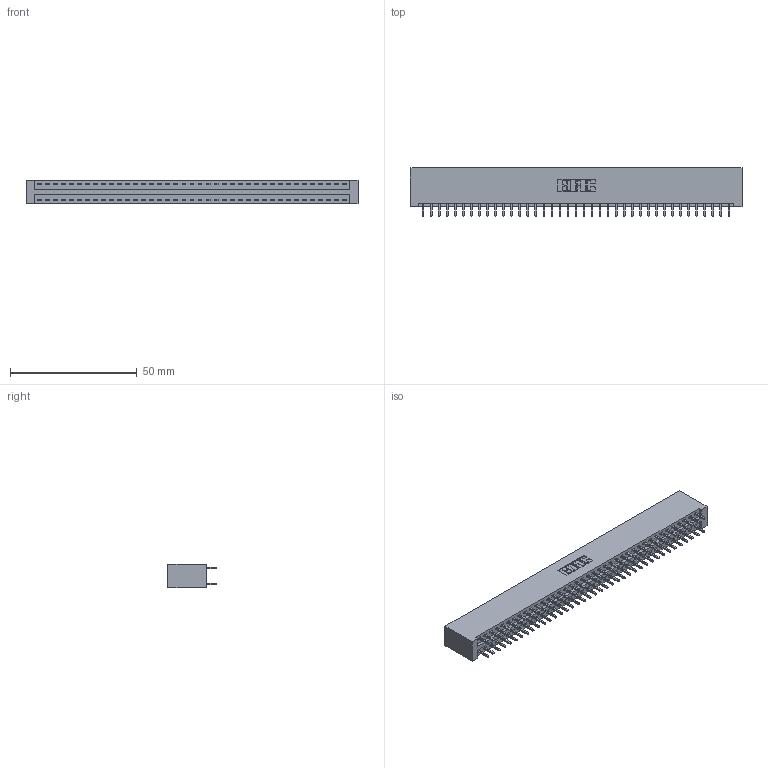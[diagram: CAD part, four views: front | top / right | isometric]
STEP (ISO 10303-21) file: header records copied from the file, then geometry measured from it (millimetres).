
FILE_DESCRIPTION (( 'STEP AP203' ), '1' );
FILE_NAME ('396-078-521-201.STEP', '2018-09-09T15:07:55', ( '' ), ( '' ), 'SwSTEP 2.0', 'SolidWorks 2016', '' );
FILE_SCHEMA (( 'CONFIG_CONTROL_DESIGN' ));
Length unit declared in the file: inch
Products named in the file (3): 396-078-521-201; 346 Part_No Mounting Lugs; 345-292-001_345-293-121
Assembly tree (79 placements, depth 2):
  396-078-521-201
    346 Part_No Mounting Lugs
    345-292-001_345-293-121  x78
Bounding box: 131.06 x 19.05 x 9.4 mm (x, y, z)
Volume: 13298.5 mm3; surface area: 18181.4 mm2
Topology: 79 solids, 79 shells, 4170 faces, 12395 edges, 8158 vertices
Faces by surface type: plane 2802, cylinder 1368
Entity records: 25597 total; most frequent: CARTESIAN_POINT 4220, ORIENTED_EDGE 4154, DIRECTION 3765, EDGE_CURVE 2077, LINE 1797, VECTOR 1797, VERTEX_POINT 1382, AXIS2_PLACEMENT_3D 984
